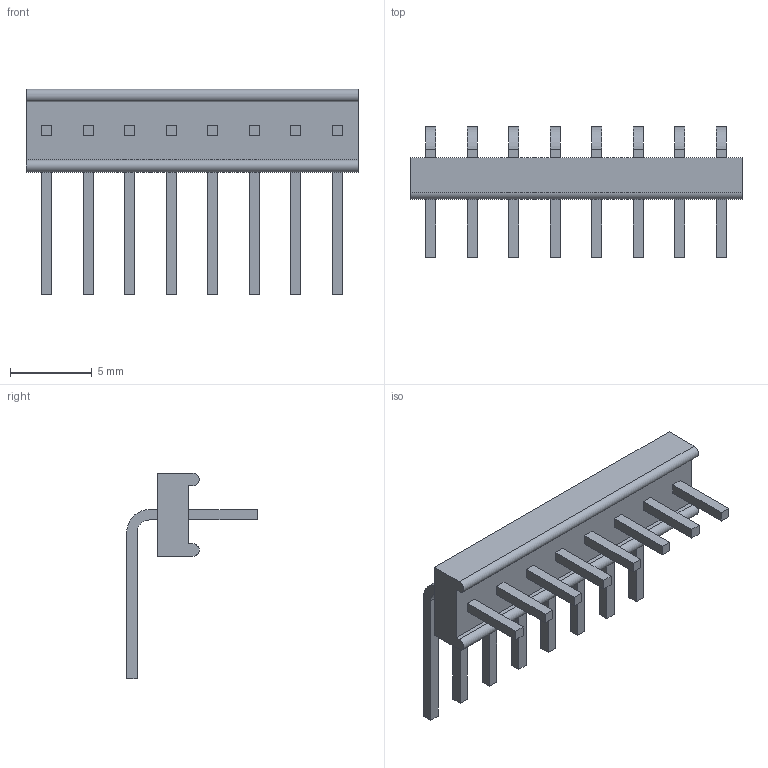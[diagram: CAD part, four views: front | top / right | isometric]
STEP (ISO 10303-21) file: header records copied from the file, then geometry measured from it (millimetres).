
FILE_DESCRIPTION((''),'2;1');
FILE_NAME('C-0640453-08-3','2007-09-02T',('workeradm'),('Tyco Electronics Corporation'),'PRO/ENGINEER BY PARAMETRIC TECHNOLOGY CORPORATION, 2005450','PRO/ENGINEER BY PARAMETRIC TECHNOLOGY CORPORATION, 2005450','');
FILE_SCHEMA(('CONFIG_CONTROL_DESIGN', 'GEOMETRIC_VALIDATION_PROPERTIES_MIM'));
Length unit declared in the file: millimetre
Products named in the file (1): C-0640453-08-3
Bounding box: 20.32 x 7.99 x 12.57 mm (x, y, z)
Volume: 263.2 mm3; surface area: 654.8 mm2
Topology: 1 solids, 1 shells, 122 faces, 312 edges, 208 vertices
Faces by surface type: plane 104, cylinder 18
Entity records: 3781 total; most frequent: CARTESIAN_POINT 643, ORIENTED_EDGE 624, DIRECTION 592, EDGE_CURVE 312, VECTOR 276, LINE 276, VERTEX_POINT 208, AXIS2_PLACEMENT_3D 158
